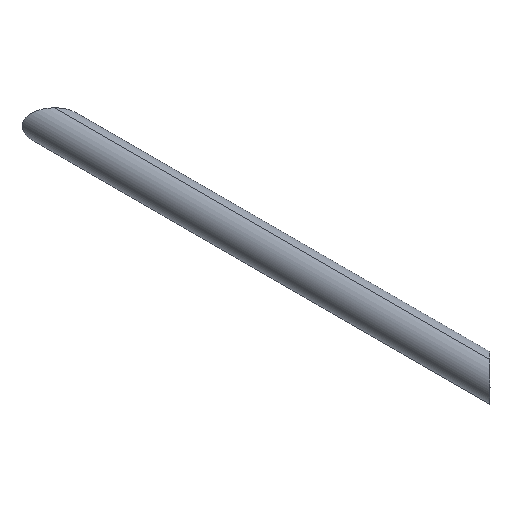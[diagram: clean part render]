
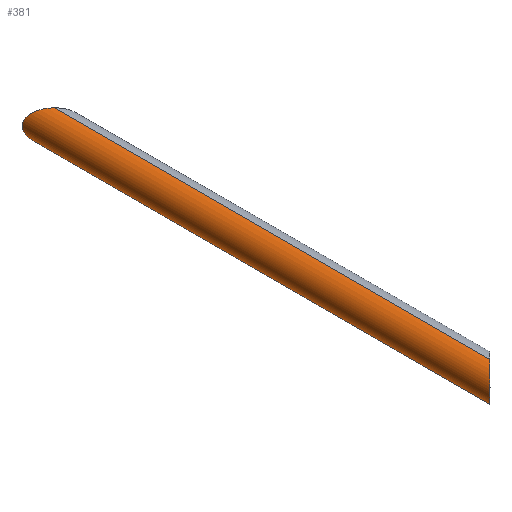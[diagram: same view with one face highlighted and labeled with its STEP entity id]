
A CAD part, isometric view. The second image highlights one B-rep face of the part: STEP entity #381.
In plain terms, the highlighted cylindrical face has radius 14 mm (diameter 28 mm), a partial arc.
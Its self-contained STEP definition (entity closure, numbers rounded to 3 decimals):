
#240=CARTESIAN_POINT('Vertex',(-2285.266,-189.635,-73.143)) ;
#242=CARTESIAN_POINT('Vertex',(-2285.266,-189.635,-45.143)) ;
#246=CARTESIAN_POINT('Control Point',(-2285.266,-189.635,-45.143)) ;
#247=CARTESIAN_POINT('Control Point',(-2286.236,-190.605,-45.143)) ;
#248=CARTESIAN_POINT('Control Point',(-2287.206,-191.575,-45.227)) ;
#249=CARTESIAN_POINT('Control Point',(-2288.172,-192.541,-45.395)) ;
#250=CARTESIAN_POINT('Control Point',(-2290.005,-194.374,-45.882)) ;
#251=CARTESIAN_POINT('Control Point',(-2291.778,-196.147,-46.697)) ;
#252=CARTESIAN_POINT('Control Point',(-2292.608,-196.977,-47.164)) ;
#253=CARTESIAN_POINT('Control Point',(-2294.092,-198.461,-48.178)) ;
#254=CARTESIAN_POINT('Control Point',(-2295.456,-199.825,-49.484)) ;
#255=CARTESIAN_POINT('Control Point',(-2296.049,-200.418,-50.146)) ;
#256=CARTESIAN_POINT('Control Point',(-2297.062,-201.431,-51.48)) ;
#257=CARTESIAN_POINT('Control Point',(-2297.901,-202.27,-53.033)) ;
#258=CARTESIAN_POINT('Control Point',(-2298.239,-202.608,-53.782)) ;
#259=CARTESIAN_POINT('Control Point',(-2298.778,-203.147,-55.264)) ;
#260=CARTESIAN_POINT('Control Point',(-2299.11,-203.479,-56.86)) ;
#261=CARTESIAN_POINT('Control Point',(-2299.216,-203.585,-57.624)) ;
#262=CARTESIAN_POINT('Control Point',(-2299.318,-203.687,-59.149)) ;
#263=CARTESIAN_POINT('Control Point',(-2299.213,-203.582,-60.673)) ;
#264=CARTESIAN_POINT('Control Point',(-2299.11,-203.479,-61.414)) ;
#265=CARTESIAN_POINT('Control Point',(-2298.843,-203.212,-62.71)) ;
#266=CARTESIAN_POINT('Control Point',(-2298.44,-202.809,-63.931)) ;
#267=CARTESIAN_POINT('Control Point',(-2298.237,-202.606,-64.454)) ;
#268=CARTESIAN_POINT('Control Point',(-2297.631,-202.,-65.816)) ;
#269=CARTESIAN_POINT('Control Point',(-2296.881,-201.25,-67.034)) ;
#270=CARTESIAN_POINT('Control Point',(-2296.364,-200.733,-67.742)) ;
#271=CARTESIAN_POINT('Control Point',(-2295.142,-199.511,-69.172)) ;
#272=CARTESIAN_POINT('Control Point',(-2293.778,-198.147,-70.32)) ;
#273=CARTESIAN_POINT('Control Point',(-2293.001,-197.37,-70.868)) ;
#274=CARTESIAN_POINT('Control Point',(-2291.257,-195.626,-71.894)) ;
#275=CARTESIAN_POINT('Control Point',(-2289.428,-193.797,-72.571)) ;
#276=CARTESIAN_POINT('Control Point',(-2288.423,-192.792,-72.841)) ;
#277=CARTESIAN_POINT('Control Point',(-2287.185,-191.554,-73.054)) ;
#278=CARTESIAN_POINT('Control Point',(-2285.941,-190.31,-73.129)) ;
#279=CARTESIAN_POINT('Control Point',(-2285.716,-190.085,-73.138)) ;
#280=CARTESIAN_POINT('Control Point',(-2285.491,-189.86,-73.143)) ;
#281=CARTESIAN_POINT('Control Point',(-2285.266,-189.635,-73.143)) ;
#297=CARTESIAN_POINT('Line Origine',(-2285.266,0.,-73.143)) ;
#301=CARTESIAN_POINT('Vertex',(-2285.266,189.635,-73.143)) ;
#329=CARTESIAN_POINT('Vertex',(-2285.266,189.635,-45.143)) ;
#332=CARTESIAN_POINT('Line Origine',(-2285.266,0.,-45.143)) ;
#344=CARTESIAN_POINT('Axis2P3D Location',(-2285.266,500189.635,-59.143)) ;
#350=CARTESIAN_POINT('Control Point',(-2285.266,189.635,-45.143)) ;
#351=CARTESIAN_POINT('Control Point',(-2287.127,191.496,-45.143)) ;
#352=CARTESIAN_POINT('Control Point',(-2288.987,193.356,-45.452)) ;
#353=CARTESIAN_POINT('Control Point',(-2290.813,195.182,-46.069)) ;
#354=CARTESIAN_POINT('Control Point',(-2293.287,197.656,-47.407)) ;
#355=CARTESIAN_POINT('Control Point',(-2295.456,199.825,-49.484)) ;
#356=CARTESIAN_POINT('Control Point',(-2296.049,200.418,-50.146)) ;
#357=CARTESIAN_POINT('Control Point',(-2297.464,201.833,-52.009)) ;
#358=CARTESIAN_POINT('Control Point',(-2298.54,202.909,-54.301)) ;
#359=CARTESIAN_POINT('Control Point',(-2299.027,203.396,-55.855)) ;
#360=CARTESIAN_POINT('Control Point',(-2299.466,203.835,-58.86)) ;
#361=CARTESIAN_POINT('Control Point',(-2299.099,203.468,-61.861)) ;
#362=CARTESIAN_POINT('Control Point',(-2298.773,203.142,-63.15)) ;
#363=CARTESIAN_POINT('Control Point',(-2297.981,202.35,-65.247)) ;
#364=CARTESIAN_POINT('Control Point',(-2296.881,201.25,-67.034)) ;
#365=CARTESIAN_POINT('Control Point',(-2296.364,200.733,-67.742)) ;
#366=CARTESIAN_POINT('Control Point',(-2295.142,199.511,-69.172)) ;
#367=CARTESIAN_POINT('Control Point',(-2293.778,198.147,-70.32)) ;
#368=CARTESIAN_POINT('Control Point',(-2293.001,197.37,-70.868)) ;
#369=CARTESIAN_POINT('Control Point',(-2291.049,195.418,-72.017)) ;
#370=CARTESIAN_POINT('Control Point',(-2288.99,193.359,-72.728)) ;
#371=CARTESIAN_POINT('Control Point',(-2287.756,192.125,-73.005)) ;
#372=CARTESIAN_POINT('Control Point',(-2286.511,190.88,-73.143)) ;
#373=CARTESIAN_POINT('Control Point',(-2285.266,189.635,-73.143)) ;
#298=DIRECTION('Vector Direction',(0.,-1.,0.)) ;
#333=DIRECTION('Vector Direction',(0.,-1.,0.)) ;
#345=DIRECTION('Axis2P3D Direction',(0.,-1.,0.)) ;
#346=DIRECTION('Axis2P3D XDirection',(0.,0.,1.)) ;
#347=AXIS2_PLACEMENT_3D('Cylinder Axis2P3D',#344,#345,#346) ;
#376=ORIENTED_EDGE('',*,*,#336,.F.) ;
#377=ORIENTED_EDGE('',*,*,#374,.T.) ;
#378=ORIENTED_EDGE('',*,*,#303,.T.) ;
#379=ORIENTED_EDGE('',*,*,#282,.F.) ;
#299=VECTOR('Line Direction',#298,1.) ;
#334=VECTOR('Line Direction',#333,1.) ;
#381=ADVANCED_FACE('Corps principal',(#380),#348,.T.) ;
#245=B_SPLINE_CURVE_WITH_KNOTS('',5,(#246,#247,#248,#249,#250,#251,#252,#253,#254,#255,#256,#257,#258,#259,#260,#261,#262,#263,#264,#265,#266,#267,#268,#269,#270,#271,#272,#273,#274,#275,#276,#277,#278,#279,#280,#281),.UNSPECIFIED.,.F.,.U.,(6,3,3,3,3,3,3,3,3,3,3,6),(0.,9.702,18.607,26.135,32.385,37.857,43.166,47.367,54.531,63.185,73.383,75.633),.UNSPECIFIED.) ;
#349=B_SPLINE_CURVE_WITH_KNOTS('',5,(#350,#351,#352,#353,#354,#355,#356,#357,#358,#359,#360,#361,#362,#363,#364,#365,#366,#367,#368,#369,#370,#371,#372,#373),.UNSPECIFIED.,.F.,.U.,(6,3,3,3,3,3,3,6),(0.,18.607,26.135,37.857,47.367,54.531,63.185,75.633),.UNSPECIFIED.) ;
#348=CYLINDRICAL_SURFACE('generated cylinder',#347,14.) ;
#282=EDGE_CURVE('',#243,#241,#245,.T.) ;
#303=EDGE_CURVE('',#302,#241,#300,.T.) ;
#336=EDGE_CURVE('',#330,#243,#335,.T.) ;
#374=EDGE_CURVE('',#330,#302,#349,.T.) ;
#375=EDGE_LOOP('',(#376,#377,#378,#379)) ;
#380=FACE_OUTER_BOUND('',#375,.T.) ;
#300=LINE('Line',#297,#299) ;
#335=LINE('Line',#332,#334) ;
#241=VERTEX_POINT('',#240) ;
#243=VERTEX_POINT('',#242) ;
#302=VERTEX_POINT('',#301) ;
#330=VERTEX_POINT('',#329) ;
